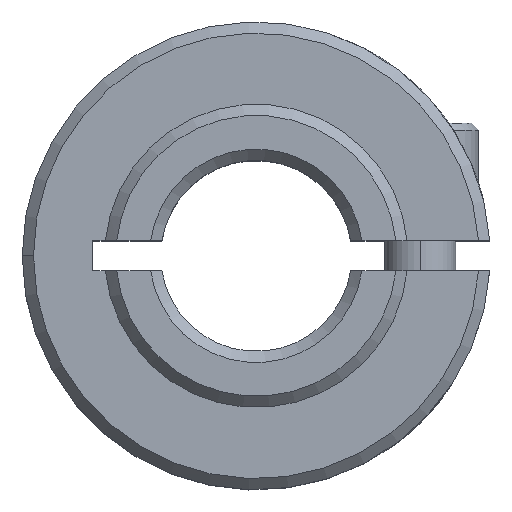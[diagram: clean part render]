
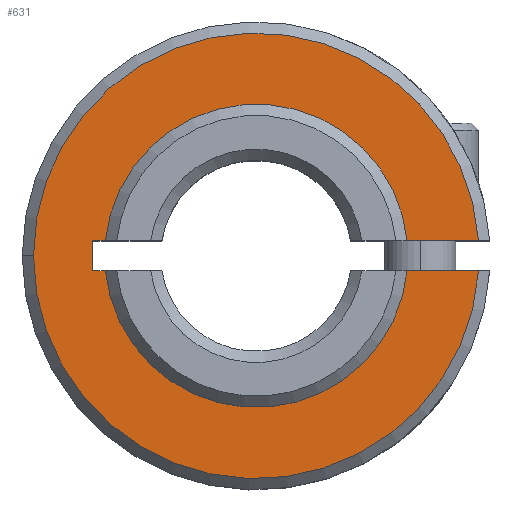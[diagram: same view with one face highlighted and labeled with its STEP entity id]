
A CAD part, top view. The second image highlights one B-rep face of the part: STEP entity #631.
In plain terms, the highlighted planar face has unit normal (0, 0, 1).
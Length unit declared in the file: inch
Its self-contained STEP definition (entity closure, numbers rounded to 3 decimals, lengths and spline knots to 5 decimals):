
#18 = VERTEX_POINT ( 'NONE', #669 ) ;
#61 = DIRECTION ( 'NONE',  ( -1., 0., 0. ) ) ;
#72 = ORIENTED_EDGE ( 'NONE', *, *, #1605, .T. ) ;
#108 = DIRECTION ( 'NONE',  ( -1., 0., 0. ) ) ;
#120 = DIRECTION ( 'NONE',  ( 1., 0., 0. ) ) ;
#138 = ORIENTED_EDGE ( 'NONE', *, *, #1756, .T. ) ;
#176 = CARTESIAN_POINT ( 'NONE',  ( 0.59365, -0.04, 0.47 ) ) ;
#186 = VERTEX_POINT ( 'NONE', #977 ) ;
#224 = CIRCLE ( 'NONE', #1295, 0.595 ) ;
#248 = LINE ( 'NONE', #426, #2057 ) ;
#290 = CARTESIAN_POINT ( 'NONE',  ( 0., 0., 0.47 ) ) ;
#309 = ORIENTED_EDGE ( 'NONE', *, *, #1867, .T. ) ;
#329 = AXIS2_PLACEMENT_3D ( 'NONE', #290, #2156, #120 ) ;
#361 = CARTESIAN_POINT ( 'NONE',  ( 0., 0., 0.47 ) ) ;
#367 = AXIS2_PLACEMENT_3D ( 'NONE', #823, #2205, #1204 ) ;
#375 = CARTESIAN_POINT ( 'NONE',  ( -0.595, 0., 0.47 ) ) ;
#390 = DIRECTION ( 'NONE',  ( 1., 0., 0. ) ) ;
#418 = LINE ( 'NONE', #877, #1155 ) ;
#426 = CARTESIAN_POINT ( 'NONE',  ( 0., -0.04, 0.47 ) ) ;
#440 = EDGE_CURVE ( 'NONE', #1493, #18, #701, .T. ) ;
#450 = PLANE ( 'NONE',  #329 ) ;
#475 = DIRECTION ( 'NONE',  ( 1., 0., 0. ) ) ;
#549 = DIRECTION ( 'NONE',  ( 1., 0., 0. ) ) ;
#581 = AXIS2_PLACEMENT_3D ( 'NONE', #361, #1062, #390 ) ;
#624 = CIRCLE ( 'NONE', #581, 0.595 ) ;
#631 = ADVANCED_FACE ( 'NONE', ( #2167 ), #450, .T. ) ;
#647 = EDGE_CURVE ( 'NONE', #1459, #772, #248, .T. ) ;
#669 = CARTESIAN_POINT ( 'NONE',  ( 0.40302, 0.04, 0.47 ) ) ;
#681 = ORIENTED_EDGE ( 'NONE', *, *, #1912, .T. ) ;
#701 = LINE ( 'NONE', #2020, #1251 ) ;
#722 = DIRECTION ( 'NONE',  ( -1., 0., 0. ) ) ;
#772 = VERTEX_POINT ( 'NONE', #1139 ) ;
#798 = AXIS2_PLACEMENT_3D ( 'NONE', #1395, #1769, #549 ) ;
#823 = CARTESIAN_POINT ( 'NONE',  ( 0., 0., 0.47 ) ) ;
#834 = CIRCLE ( 'NONE', #367, 0.405 ) ;
#869 = CIRCLE ( 'NONE', #798, 0.405 ) ;
#877 = CARTESIAN_POINT ( 'NONE',  ( 0., 0.04, 0.47 ) ) ;
#898 = CARTESIAN_POINT ( 'NONE',  ( -0.40302, -0.04, 0.47 ) ) ;
#977 = CARTESIAN_POINT ( 'NONE',  ( -0.4375, 0.04, 0.47 ) ) ;
#1055 = LINE ( 'NONE', #1758, #1259 ) ;
#1062 = DIRECTION ( 'NONE',  ( 0., 0., 1. ) ) ;
#1139 = CARTESIAN_POINT ( 'NONE',  ( -0.4375, -0.04, 0.47 ) ) ;
#1155 = VECTOR ( 'NONE', #722, 39.37008 ) ;
#1198 = ORIENTED_EDGE ( 'NONE', *, *, #1800, .T. ) ;
#1204 = DIRECTION ( 'NONE',  ( 1., 0., 0. ) ) ;
#1251 = VECTOR ( 'NONE', #1334, 39.37008 ) ;
#1259 = VECTOR ( 'NONE', #1750, 39.37008 ) ;
#1295 = AXIS2_PLACEMENT_3D ( 'NONE', #2195, #2021, #475 ) ;
#1305 = ORIENTED_EDGE ( 'NONE', *, *, #647, .T. ) ;
#1334 = DIRECTION ( 'NONE',  ( -1., 0., 0. ) ) ;
#1357 = VERTEX_POINT ( 'NONE', #176 ) ;
#1395 = CARTESIAN_POINT ( 'NONE',  ( 0., 0., 0.47 ) ) ;
#1405 = LINE ( 'NONE', #1590, #1410 ) ;
#1410 = VECTOR ( 'NONE', #61, 39.37008 ) ;
#1430 = CARTESIAN_POINT ( 'NONE',  ( 0.59365, 0.04, 0.47 ) ) ;
#1459 = VERTEX_POINT ( 'NONE', #898 ) ;
#1493 = VERTEX_POINT ( 'NONE', #1430 ) ;
#1530 = VERTEX_POINT ( 'NONE', #1773 ) ;
#1590 = CARTESIAN_POINT ( 'NONE',  ( 0., -0.04, 0.47 ) ) ;
#1597 = VERTEX_POINT ( 'NONE', #375 ) ;
#1605 = EDGE_CURVE ( 'NONE', #772, #186, #1055, .T. ) ;
#1750 = DIRECTION ( 'NONE',  ( 0., 1., 0. ) ) ;
#1756 = EDGE_CURVE ( 'NONE', #1597, #1357, #224, .T. ) ;
#1758 = CARTESIAN_POINT ( 'NONE',  ( -0.4375, 0., 0.47 ) ) ;
#1769 = DIRECTION ( 'NONE',  ( 0., 0., -1. ) ) ;
#1773 = CARTESIAN_POINT ( 'NONE',  ( -0.40302, 0.04, 0.47 ) ) ;
#1800 = EDGE_CURVE ( 'NONE', #1530, #18, #834, .T. ) ;
#1853 = ORIENTED_EDGE ( 'NONE', *, *, #2013, .T. ) ;
#1867 = EDGE_CURVE ( 'NONE', #1493, #1597, #624, .T. ) ;
#1912 = EDGE_CURVE ( 'NONE', #2196, #1459, #869, .T. ) ;
#2010 = EDGE_CURVE ( 'NONE', #1530, #186, #418, .T. ) ;
#2013 = EDGE_CURVE ( 'NONE', #1357, #2196, #1405, .T. ) ;
#2020 = CARTESIAN_POINT ( 'NONE',  ( 0., 0.04, 0.47 ) ) ;
#2021 = DIRECTION ( 'NONE',  ( 0., 0., 1. ) ) ;
#2050 = CARTESIAN_POINT ( 'NONE',  ( 0.40302, -0.04, 0.47 ) ) ;
#2057 = VECTOR ( 'NONE', #108, 39.37008 ) ;
#2060 = ORIENTED_EDGE ( 'NONE', *, *, #440, .F. ) ;
#2117 = ORIENTED_EDGE ( 'NONE', *, *, #2010, .F. ) ;
#2156 = DIRECTION ( 'NONE',  ( 0., 0., 1. ) ) ;
#2167 = FACE_OUTER_BOUND ( 'NONE', #2178, .T. ) ;
#2178 = EDGE_LOOP ( 'NONE', ( #2117, #1198, #2060, #309, #138, #1853, #681, #1305, #72 ) ) ;
#2195 = CARTESIAN_POINT ( 'NONE',  ( 0., 0., 0.47 ) ) ;
#2196 = VERTEX_POINT ( 'NONE', #2050 ) ;
#2205 = DIRECTION ( 'NONE',  ( 0., 0., -1. ) ) ;
